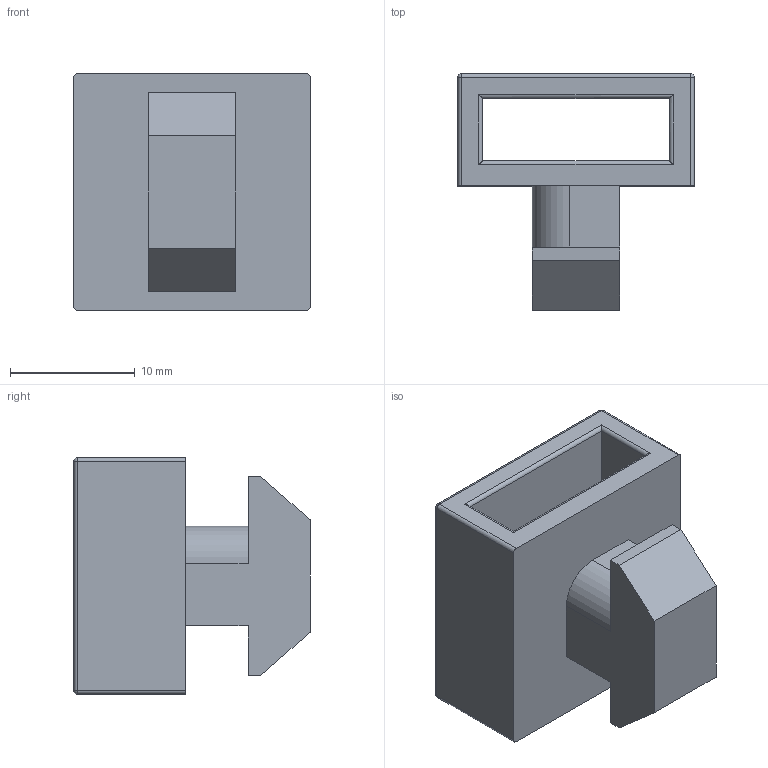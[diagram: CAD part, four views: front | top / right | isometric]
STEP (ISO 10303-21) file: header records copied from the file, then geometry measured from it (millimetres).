
FILE_DESCRIPTION(/* description */ (''),/* implementation_level */ '2;1');
FILE_NAME(/* name */ '11380_KriTec_Kabelbindeblock_8.stp',/* time_stamp */ '2014-05-20T13:45:01+02:00',/* author */ ('kostic'),/* organization */ (''),/* preprocessor_version */ 'ST-DEVELOPER v15.2',/* originating_system */ 'Autodesk Inventor 2014',/* authorisation */ '');
FILE_SCHEMA (('AUTOMOTIVE_DESIGN { 1 0 10303 214 3 1 1 }'));
Length unit declared in the file: millimetre
Products named in the file (1): 11380_KriTec_Kabelbindeblock_8
Bounding box: 19 x 19 x 19 mm (x, y, z)
Volume: 2543 mm3; surface area: 2419.5 mm2
Topology: 1 solids, 1 shells, 43 faces, 104 edges, 60 vertices
Faces by surface type: plane 21, cylinder 18, sphere 4
Entity records: 1227 total; most frequent: DIRECTION 216, CARTESIAN_POINT 204, ORIENTED_EDGE 200, EDGE_CURVE 100, LINE 72, VECTOR 72, AXIS2_PLACEMENT_3D 72, VERTEX_POINT 60
